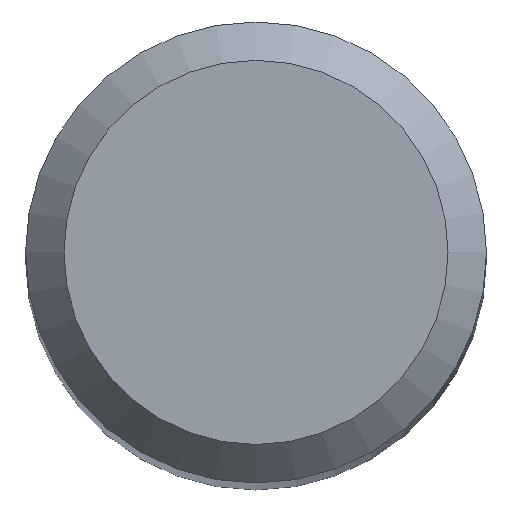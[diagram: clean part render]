
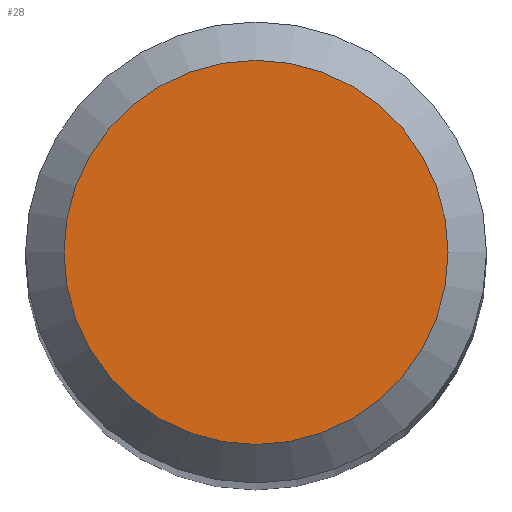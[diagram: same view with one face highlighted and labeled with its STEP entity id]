
A CAD part, top view. The second image highlights one B-rep face of the part: STEP entity #28.
In plain terms, the highlighted planar face has unit normal (0, 0, 1).
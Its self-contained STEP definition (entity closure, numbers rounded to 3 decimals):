
#28 = ADVANCED_FACE ( 'NONE', ( #107 ), #153, .F. ) ;
#29 = DIRECTION ( 'NONE',  ( 0., 1., 0. ) ) ;
#39 = EDGE_LOOP ( 'NONE', ( #64 ) ) ;
#52 = CARTESIAN_POINT ( 'NONE',  ( 0., 0., 75. ) ) ;
#56 = CIRCLE ( 'NONE', #184, 2.5 ) ;
#64 = ORIENTED_EDGE ( 'NONE', *, *, #113, .F. ) ;
#69 = DIRECTION ( 'NONE',  ( 0., 1., 0. ) ) ;
#99 = VERTEX_POINT ( 'NONE', #118 ) ;
#107 = FACE_OUTER_BOUND ( 'NONE', #39, .T. ) ;
#111 = DIRECTION ( 'NONE',  ( 0., 0., -1. ) ) ;
#113 = EDGE_CURVE ( 'NONE', #99, #99, #56, .T. ) ;
#118 = CARTESIAN_POINT ( 'NONE',  ( 0., 2.5, 75. ) ) ;
#131 = DIRECTION ( 'NONE',  ( 0., 0., -1. ) ) ;
#153 = PLANE ( 'NONE',  #163 ) ;
#163 = AXIS2_PLACEMENT_3D ( 'NONE', #239, #111, #69 ) ;
#184 = AXIS2_PLACEMENT_3D ( 'NONE', #52, #131, #29 ) ;
#239 = CARTESIAN_POINT ( 'NONE',  ( 0., 0., 75. ) ) ;
